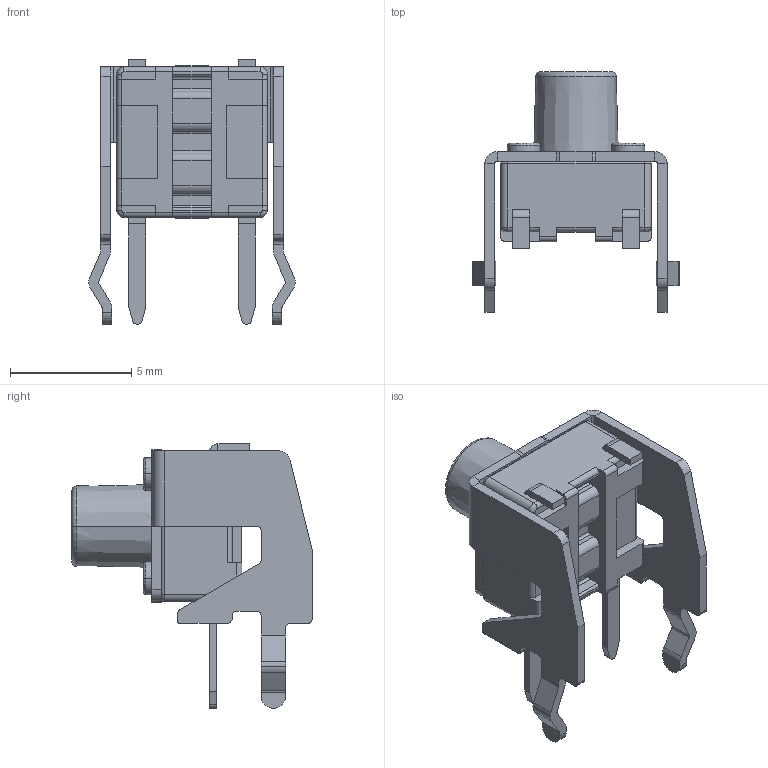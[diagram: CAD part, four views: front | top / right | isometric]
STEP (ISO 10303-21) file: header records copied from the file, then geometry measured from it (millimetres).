
FILE_DESCRIPTION(('FreeCAD Model'),'2;1');
FILE_NAME('SKHHLW.step','2020-02-28T12:34:56',( 'kicad StepUp'),('ksu MCAD'),'Open CASCADE STEP processor 7.3', 'FreeCAD','Unknown');
FILE_SCHEMA(('AUTOMOTIVE_DESIGN { 1 0 10303 214 1 1 1 1 }'));
Length unit declared in the file: millimetre
Products named in the file (1): SKHHLW
Bounding box: 8.5 x 9.9 x 10.9 mm (x, y, z)
Volume: 191.8 mm3; surface area: 429.7 mm2
Topology: 1 solids, 5 shells, 285 faces, 740 edges, 474 vertices
Faces by surface type: plane 147, cylinder 118, torus 14, revolution 4, cone 2
Entity records: 10764 total; most frequent: DIRECTION 1576, CARTESIAN_POINT 1528, ORIENTED_EDGE 1480, EDGE_CURVE 740, AXIS2_PLACEMENT_3D 550, VERTEX_POINT 474, LINE 472, VECTOR 472
